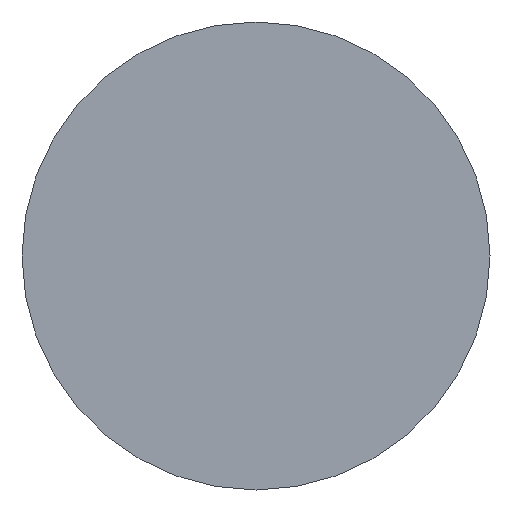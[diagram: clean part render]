
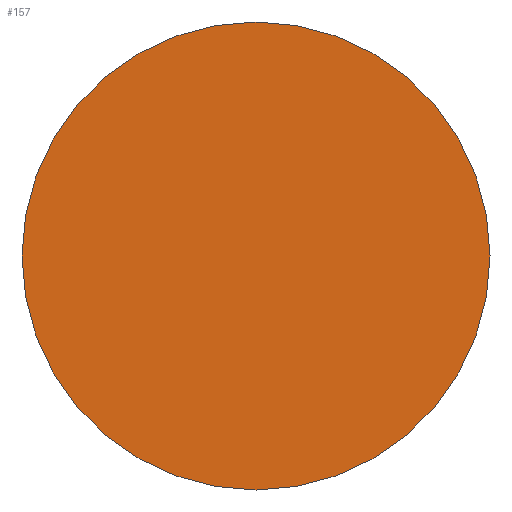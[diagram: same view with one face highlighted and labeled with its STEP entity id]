
A CAD part, left-side view. The second image highlights one B-rep face of the part: STEP entity #157.
In plain terms, the highlighted planar face has unit normal (-1, 0, 0).
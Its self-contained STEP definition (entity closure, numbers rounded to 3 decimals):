
#18 = PLANE ( 'NONE',  #1507 ) ;
#101 = DIRECTION ( 'NONE',  ( 1., 0., 0. ) ) ;
#157 = ADVANCED_FACE ( 'NONE', ( #2058 ), #18, .T. ) ;
#372 = VERTEX_POINT ( 'NONE', #1546 ) ;
#458 = AXIS2_PLACEMENT_3D ( 'NONE', #1631, #101, #1225 ) ;
#482 = DIRECTION ( 'NONE',  ( 1., 0., 0. ) ) ;
#484 = ORIENTED_EDGE ( 'NONE', *, *, #1218, .F. ) ;
#678 = ORIENTED_EDGE ( 'NONE', *, *, #1349, .F. ) ;
#863 = EDGE_LOOP ( 'NONE', ( #484, #678 ) ) ;
#948 = CARTESIAN_POINT ( 'NONE',  ( -110., 6., 0. ) ) ;
#1079 = AXIS2_PLACEMENT_3D ( 'NONE', #1772, #482, #2360 ) ;
#1218 = EDGE_CURVE ( 'NONE', #2103, #372, #2379, .T. ) ;
#1225 = DIRECTION ( 'NONE',  ( 0., 1., 0. ) ) ;
#1349 = EDGE_CURVE ( 'NONE', #372, #2103, #1664, .T. ) ;
#1501 = DIRECTION ( 'NONE',  ( 0., -1., 0. ) ) ;
#1507 = AXIS2_PLACEMENT_3D ( 'NONE', #1652, #2230, #1501 ) ;
#1546 = CARTESIAN_POINT ( 'NONE',  ( -110., -6., 0. ) ) ;
#1631 = CARTESIAN_POINT ( 'NONE',  ( -110., 0., 0. ) ) ;
#1652 = CARTESIAN_POINT ( 'NONE',  ( -110., 0., 0. ) ) ;
#1664 = CIRCLE ( 'NONE', #1079, 6. ) ;
#1772 = CARTESIAN_POINT ( 'NONE',  ( -110., 0., 0. ) ) ;
#2058 = FACE_OUTER_BOUND ( 'NONE', #863, .T. ) ;
#2103 = VERTEX_POINT ( 'NONE', #948 ) ;
#2230 = DIRECTION ( 'NONE',  ( -1., 0., 0. ) ) ;
#2360 = DIRECTION ( 'NONE',  ( 0., 1., 0. ) ) ;
#2379 = CIRCLE ( 'NONE', #458, 6. ) ;
